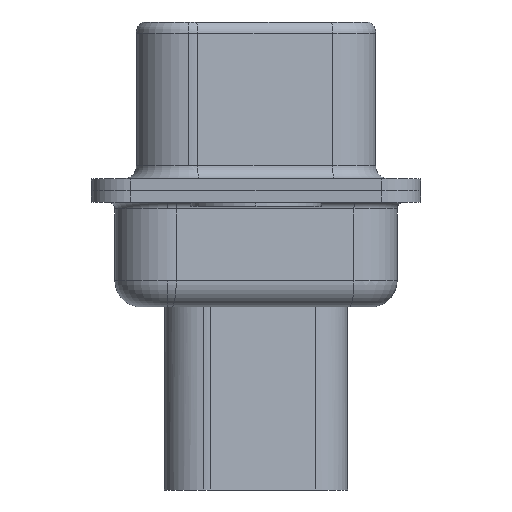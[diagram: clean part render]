
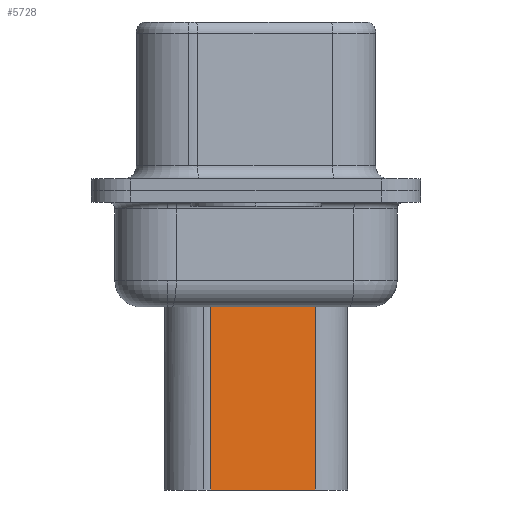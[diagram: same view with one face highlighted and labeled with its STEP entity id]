
A CAD part, left-side view. The second image highlights one B-rep face of the part: STEP entity #5728.
In plain terms, the highlighted planar face has unit normal (-0.985, -0.174, 0).
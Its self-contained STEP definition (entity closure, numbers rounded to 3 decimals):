
#175 = VERTEX_POINT ( 'NONE', #553 ) ;
#553 = CARTESIAN_POINT ( 'NONE',  ( 5.229, -2.26, -3.975 ) ) ;
#645 = VERTEX_POINT ( 'NONE', #758 ) ;
#758 = CARTESIAN_POINT ( 'NONE',  ( 4.524, 1.74, -3.975 ) ) ;
#850 = CARTESIAN_POINT ( 'NONE',  ( 4.524, 1.74, -11.45 ) ) ;
#1002 = DIRECTION ( 'NONE',  ( 0., 0., -1. ) ) ;
#1049 = VECTOR ( 'NONE', #6807, 1000. ) ;
#1279 = CARTESIAN_POINT ( 'NONE',  ( 4.524, 1.74, -11.45 ) ) ;
#1977 = DIRECTION ( 'NONE',  ( -0.174, 0.985, 0. ) ) ;
#2039 = LINE ( 'NONE', #6733, #10319 ) ;
#2415 = EDGE_LOOP ( 'NONE', ( #4131, #6878, #4198, #9721 ) ) ;
#2606 = PLANE ( 'NONE',  #4493 ) ;
#4067 = EDGE_CURVE ( 'NONE', #175, #645, #2039, .T. ) ;
#4131 = ORIENTED_EDGE ( 'NONE', *, *, #4495, .F. ) ;
#4195 = DIRECTION ( 'NONE',  ( 0.174, -0.985, 0. ) ) ;
#4198 = ORIENTED_EDGE ( 'NONE', *, *, #6571, .T. ) ;
#4396 = VECTOR ( 'NONE', #1002, 1000. ) ;
#4493 = AXIS2_PLACEMENT_3D ( 'NONE', #8193, #8994, #4195 ) ;
#4495 = EDGE_CURVE ( 'NONE', #175, #6908, #6493, .T. ) ;
#4501 = FACE_OUTER_BOUND ( 'NONE', #2415, .T. ) ;
#5289 = LINE ( 'NONE', #1279, #1049 ) ;
#5676 = VECTOR ( 'NONE', #6052, 1000. ) ;
#5728 = ADVANCED_FACE ( 'NONE', ( #4501 ), #2606, .T. ) ;
#5775 = CARTESIAN_POINT ( 'NONE',  ( 5.229, -2.26, -3.1 ) ) ;
#6052 = DIRECTION ( 'NONE',  ( 0., 0., -1. ) ) ;
#6493 = LINE ( 'NONE', #5775, #4396 ) ;
#6571 = EDGE_CURVE ( 'NONE', #645, #9545, #8074, .T. ) ;
#6733 = CARTESIAN_POINT ( 'NONE',  ( 4.353, 2.709, -3.975 ) ) ;
#6807 = DIRECTION ( 'NONE',  ( -0.174, 0.985, 0. ) ) ;
#6863 = CARTESIAN_POINT ( 'NONE',  ( 4.524, 1.74, -3.1 ) ) ;
#6878 = ORIENTED_EDGE ( 'NONE', *, *, #4067, .T. ) ;
#6908 = VERTEX_POINT ( 'NONE', #7938 ) ;
#7347 = EDGE_CURVE ( 'NONE', #6908, #9545, #5289, .T. ) ;
#7938 = CARTESIAN_POINT ( 'NONE',  ( 5.229, -2.26, -11.45 ) ) ;
#8074 = LINE ( 'NONE', #6863, #5676 ) ;
#8193 = CARTESIAN_POINT ( 'NONE',  ( 4.524, 1.74, -3.1 ) ) ;
#8994 = DIRECTION ( 'NONE',  ( -0.985, -0.174, 0. ) ) ;
#9545 = VERTEX_POINT ( 'NONE', #850 ) ;
#9721 = ORIENTED_EDGE ( 'NONE', *, *, #7347, .F. ) ;
#10319 = VECTOR ( 'NONE', #1977, 1000. ) ;
